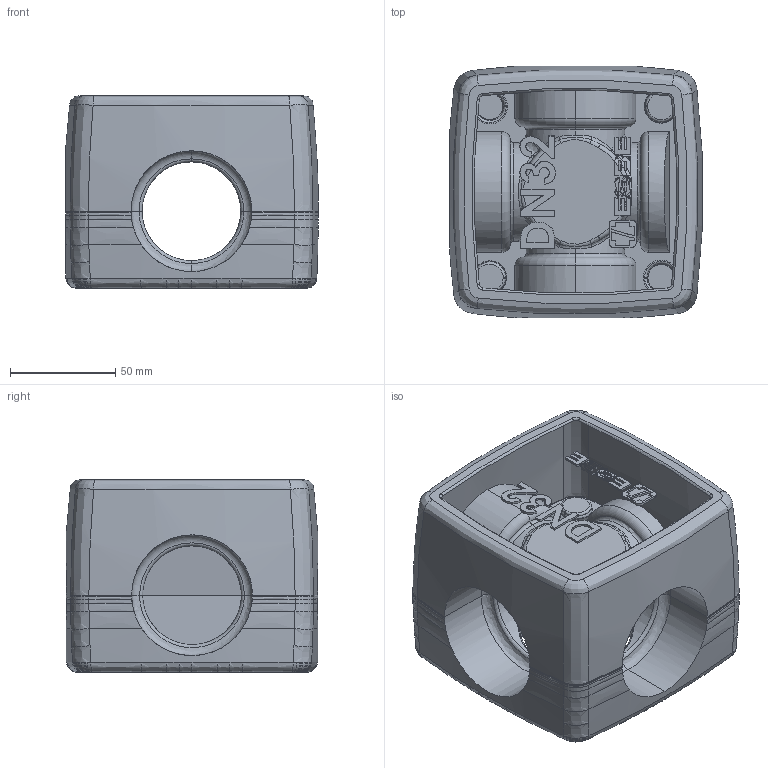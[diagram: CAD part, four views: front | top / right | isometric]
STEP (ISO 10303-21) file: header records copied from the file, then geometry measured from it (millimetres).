
FILE_DESCRIPTION(('CATIA V5 STEP Exchange'),'2;1');
FILE_NAME('Isolerskal DN 32.stp','2013-07-03T12:14:58+00:00',('none'),('none'),'CATIA Version 5 Release 20 SP 6 (IN-10)','CATIA V5 STEP AP203','none');
FILE_SCHEMA(('CONFIG_CONTROL_DESIGN'));
Products named in the file (1): Product3
Assembly tree (2 placements, depth 2):
  Product3
    #58
    #31327
Bounding box: 120.37 x 119.8 x 91.7 mm (x, y, z)
Volume: 267804.2 mm3; surface area: 99327 mm2
Topology: 1 solids, 2 shells, 1060 faces, 3038 edges, 1981 vertices
Faces by surface type: bspline 750, plane 142, torus 100, cone 42, revolution 14, cylinder 12
Entity records: 55362 total; most frequent: CARTESIAN_POINT 35677, ORIENTED_EDGE 5880, EDGE_CURVE 3017, B_SPLINE_CURVE_WITH_KNOTS 1999, VERTEX_POINT 1980, DIRECTION 1262, EDGE_LOOP 1082, ADVANCED_FACE 1056
